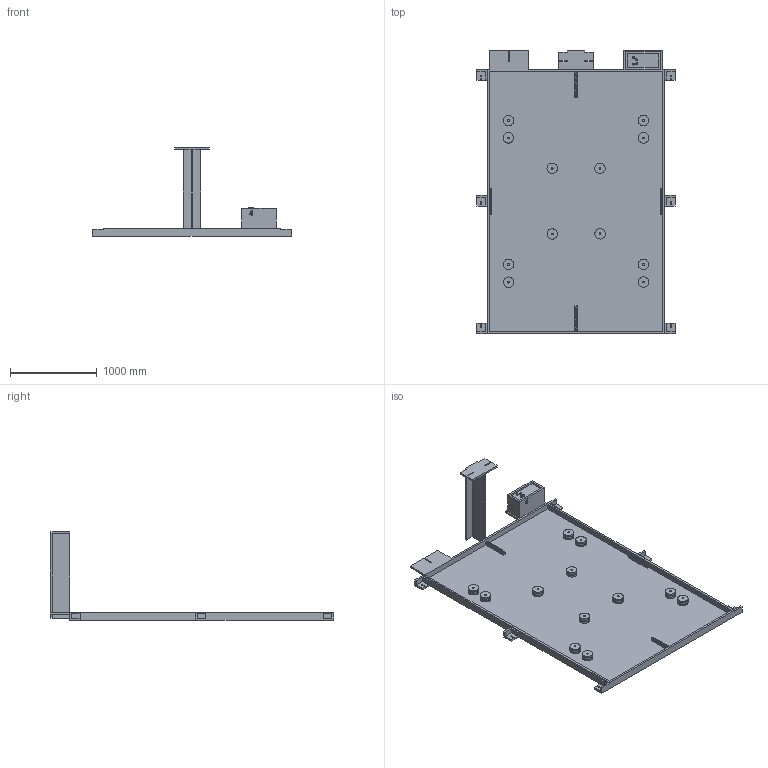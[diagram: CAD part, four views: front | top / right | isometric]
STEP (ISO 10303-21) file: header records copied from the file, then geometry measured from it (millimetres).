
FILE_DESCRIPTION(('PLANETE SCIENCE STEP Exchange'),'2;1');
FILE_NAME('table.stp','2022-09-03T12:25:40+00:00',('none'),('none'),'PLANETE SCIENCE','PLANETE SCIENCE','none');
FILE_SCHEMA(('CONFIG_CONTROL_DESIGN'));
Length unit declared in the file: millimetre
Products named in the file (4): Produit1; Produit2; Produit3; Produit4
Assembly tree (71 placements, depth 3):
  Produit1
    #56
    #3408  x4
    #4287  x44
    Produit2  x4
      #4856
    Produit3  x4
      #5111
    Produit4  x4
      #5366
    #5615
Bounding box: 2288 x 3266 x 1022 mm (x, y, z)
Volume: 196791000.4 mm3; surface area: 17641352.9 mm2
Topology: 86 solids, 86 shells, 584 faces, 1364 edges, 820 vertices
Faces by surface type: plane 262, cylinder 234, sphere 88
Entity records: 6234 total; most frequent: CARTESIAN_POINT 1063, DIRECTION 984, ORIENTED_EDGE 980, EDGE_CURVE 490, VECTOR 404, LINE 404, AXIS2_PLACEMENT_3D 333, VERTEX_POINT 326
